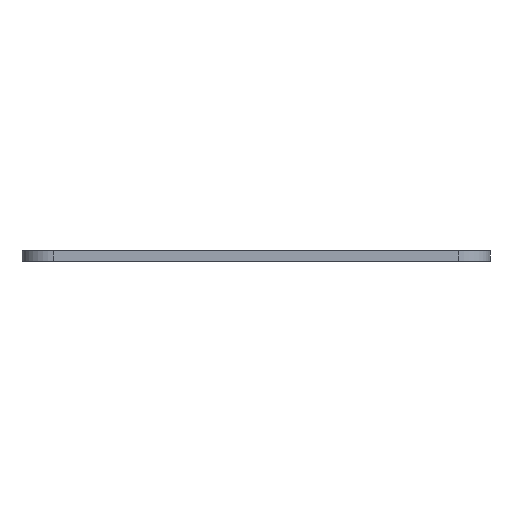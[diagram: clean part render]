
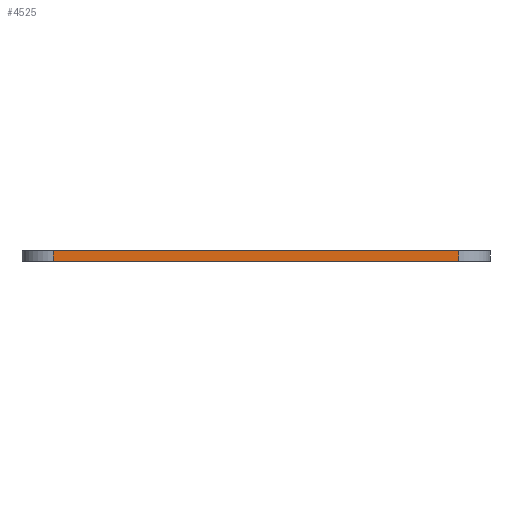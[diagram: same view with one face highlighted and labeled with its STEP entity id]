
A CAD part, left-side view. The second image highlights one B-rep face of the part: STEP entity #4525.
In plain terms, the highlighted planar face has unit normal (-1, 0, 0).
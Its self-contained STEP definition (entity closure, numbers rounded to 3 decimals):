
#635=FACE_OUTER_BOUND('',#863,.T.);
#863=EDGE_LOOP('',(#3719,#3720,#3721,#3722));
#1287=LINE('',#7727,#1705);
#1288=LINE('',#7731,#1706);
#1289=LINE('',#7733,#1707);
#1290=LINE('',#7734,#1708);
#1705=VECTOR('',#6363,10.);
#1706=VECTOR('',#6368,10.);
#1707=VECTOR('',#6369,10.);
#1708=VECTOR('',#6370,10.);
#2157=VERTEX_POINT('',#7724);
#2158=VERTEX_POINT('',#7726);
#2159=VERTEX_POINT('',#7730);
#2160=VERTEX_POINT('',#7732);
#2824=EDGE_CURVE('',#2158,#2157,#1287,.T.);
#2826=EDGE_CURVE('',#2157,#2159,#1288,.T.);
#2827=EDGE_CURVE('',#2160,#2159,#1289,.T.);
#2828=EDGE_CURVE('',#2160,#2158,#1290,.T.);
#3719=ORIENTED_EDGE('',*,*,#2826,.T.);
#3720=ORIENTED_EDGE('',*,*,#2827,.F.);
#3721=ORIENTED_EDGE('',*,*,#2828,.T.);
#3722=ORIENTED_EDGE('',*,*,#2824,.T.);
#4302=PLANE('',#5011);
#4525=ADVANCED_FACE('',(#635),#4302,.T.);
#5011=AXIS2_PLACEMENT_3D('',#7729,#6366,#6367);
#6363=DIRECTION('',(0.,0.,1.));
#6366=DIRECTION('center_axis',(-1.,0.,0.));
#6367=DIRECTION('ref_axis',(0.,0.,1.));
#6368=DIRECTION('',(0.,1.,0.));
#6369=DIRECTION('',(0.,0.,1.));
#6370=DIRECTION('',(0.,-1.,0.));
#7724=CARTESIAN_POINT('',(-22.5,-19.5,1.));
#7726=CARTESIAN_POINT('',(-22.5,-19.5,0.));
#7727=CARTESIAN_POINT('',(-22.5,-19.5,0.));
#7729=CARTESIAN_POINT('Origin',(-22.5,6.3,0.));
#7730=CARTESIAN_POINT('',(-22.5,19.5,1.));
#7731=CARTESIAN_POINT('',(-22.5,19.5,1.));
#7732=CARTESIAN_POINT('',(-22.5,19.5,0.));
#7733=CARTESIAN_POINT('',(-22.5,19.5,0.));
#7734=CARTESIAN_POINT('',(-22.5,19.5,0.));
